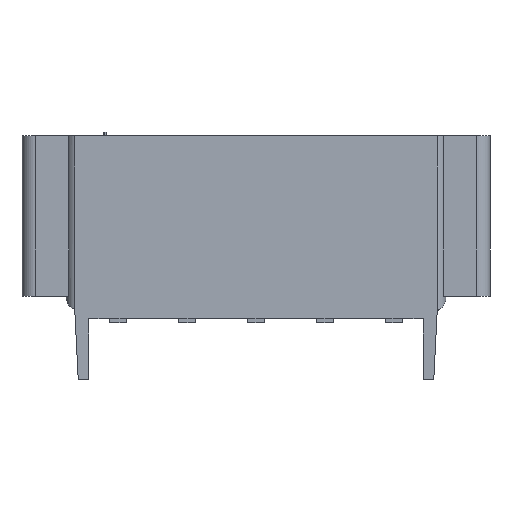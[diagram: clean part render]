
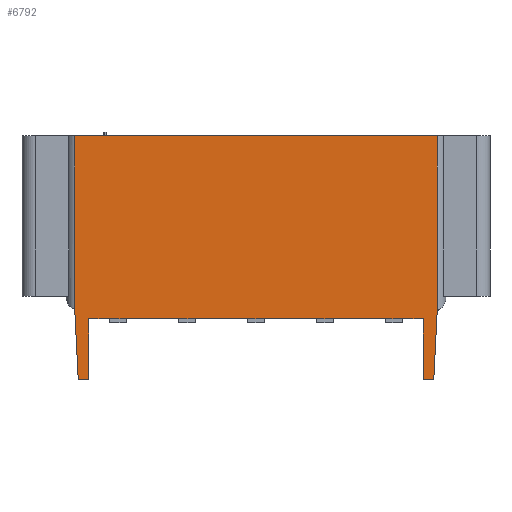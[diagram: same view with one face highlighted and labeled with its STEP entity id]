
A CAD part, front view. The second image highlights one B-rep face of the part: STEP entity #6792.
In plain terms, the highlighted planar face has unit normal (0, -1, 0).
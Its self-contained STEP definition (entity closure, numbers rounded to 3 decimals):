
#92=DIRECTION('',(1.,0.,0.));
#93=VECTOR('',#92,13.335);
#94=CARTESIAN_POINT('',(-6.668,-2.388,0.));
#95=LINE('',#94,#93);
#367=DIRECTION('',(0.,0.,1.));
#368=VECTOR('',#367,2.235);
#369=CARTESIAN_POINT('',(-6.16,-2.388,-8.966));
#370=LINE('',#369,#368);
#384=DIRECTION('',(1.,0.,0.));
#385=VECTOR('',#384,1.918);
#386=CARTESIAN_POINT('',(2.851,-2.388,-6.731));
#387=LINE('',#386,#385);
#388=DIRECTION('',(1.,0.,0.));
#389=VECTOR('',#388,0.623);
#390=CARTESIAN_POINT('',(2.229,-2.388,-6.731));
#391=LINE('',#390,#389);
#392=DIRECTION('',(1.,0.,0.));
#393=VECTOR('',#392,1.918);
#394=CARTESIAN_POINT('',(0.311,-2.388,-6.731));
#395=LINE('',#394,#393);
#396=DIRECTION('',(1.,0.,0.));
#397=VECTOR('',#396,0.623);
#398=CARTESIAN_POINT('',(-0.311,-2.388,-6.731));
#399=LINE('',#398,#397);
#400=DIRECTION('',(1.,0.,0.));
#401=VECTOR('',#400,1.918);
#402=CARTESIAN_POINT('',(-2.229,-2.388,-6.731));
#403=LINE('',#402,#401);
#404=DIRECTION('',(1.,0.,0.));
#405=VECTOR('',#404,0.623);
#406=CARTESIAN_POINT('',(-2.851,-2.388,-6.731));
#407=LINE('',#406,#405);
#408=DIRECTION('',(1.,0.,0.));
#409=VECTOR('',#408,1.918);
#410=CARTESIAN_POINT('',(-4.769,-2.388,-6.731));
#411=LINE('',#410,#409);
#412=DIRECTION('',(1.,0.,0.));
#413=VECTOR('',#412,0.623);
#414=CARTESIAN_POINT('',(-5.391,-2.388,-6.731));
#415=LINE('',#414,#413);
#416=DIRECTION('',(1.,0.,0.));
#417=VECTOR('',#416,0.768);
#418=CARTESIAN_POINT('',(-6.16,-2.388,-6.731));
#419=LINE('',#418,#417);
#420=DIRECTION('',(-0.05,0.,0.999));
#421=VECTOR('',#420,2.543);
#422=CARTESIAN_POINT('',(-6.541,-2.388,-8.966));
#423=LINE('',#422,#421);
#424=DIRECTION('',(0.,0.,1.));
#425=VECTOR('',#424,6.426);
#426=CARTESIAN_POINT('',(-6.668,-2.388,-6.426));
#427=LINE('',#426,#425);
#428=DIRECTION('',(0.,0.,-1.));
#429=VECTOR('',#428,6.426);
#430=CARTESIAN_POINT('',(6.668,-2.388,0.));
#431=LINE('',#430,#429);
#432=DIRECTION('',(-0.05,0.,-0.999));
#433=VECTOR('',#432,2.543);
#434=CARTESIAN_POINT('',(6.668,-2.388,-6.426));
#435=LINE('',#434,#433);
#436=DIRECTION('',(1.,0.,0.));
#437=VECTOR('',#436,0.768);
#438=CARTESIAN_POINT('',(5.391,-2.388,-6.731));
#439=LINE('',#438,#437);
#440=DIRECTION('',(1.,0.,0.));
#441=VECTOR('',#440,0.623);
#442=CARTESIAN_POINT('',(4.769,-2.388,-6.731));
#443=LINE('',#442,#441);
#562=DIRECTION('',(0.,0.,-1.));
#563=VECTOR('',#562,2.235);
#564=CARTESIAN_POINT('',(6.16,-2.388,-6.731));
#565=LINE('',#564,#563);
#651=DIRECTION('',(1.,0.,0.));
#652=VECTOR('',#651,0.381);
#653=CARTESIAN_POINT('',(-6.541,-2.388,-8.966));
#654=LINE('',#653,#652);
#722=DIRECTION('',(1.,0.,0.));
#723=VECTOR('',#722,0.381);
#724=CARTESIAN_POINT('',(6.16,-2.388,-8.966));
#725=LINE('',#724,#723);
#5471=CARTESIAN_POINT('',(6.16,-2.388,-8.966));
#5473=VERTEX_POINT('',#5471);
#5476=CARTESIAN_POINT('',(-6.668,-2.388,0.));
#5477=VERTEX_POINT('',#5476);
#5478=CARTESIAN_POINT('',(6.668,-2.388,0.));
#5479=VERTEX_POINT('',#5478);
#5480=CARTESIAN_POINT('',(-6.16,-2.388,-8.966));
#5482=VERTEX_POINT('',#5480);
#5518=CARTESIAN_POINT('',(6.541,-2.388,-8.966));
#5520=VERTEX_POINT('',#5518);
#5523=CARTESIAN_POINT('',(6.668,-2.388,-6.426));
#5524=VERTEX_POINT('',#5523);
#5525=CARTESIAN_POINT('',(-6.541,-2.388,-8.966));
#5526=CARTESIAN_POINT('',(-6.668,-2.388,-6.426));
#5527=VERTEX_POINT('',#5525);
#5528=VERTEX_POINT('',#5526);
#6275=CARTESIAN_POINT('',(-5.391,-2.388,-6.731));
#6276=VERTEX_POINT('',#6275);
#6279=CARTESIAN_POINT('',(-4.769,-2.388,-6.731));
#6280=VERTEX_POINT('',#6279);
#6295=CARTESIAN_POINT('',(-2.851,-2.388,-6.731));
#6296=VERTEX_POINT('',#6295);
#6299=CARTESIAN_POINT('',(-2.229,-2.388,-6.731));
#6300=VERTEX_POINT('',#6299);
#6315=CARTESIAN_POINT('',(-0.311,-2.388,-6.731));
#6316=VERTEX_POINT('',#6315);
#6319=CARTESIAN_POINT('',(0.311,-2.388,-6.731));
#6320=VERTEX_POINT('',#6319);
#6335=CARTESIAN_POINT('',(2.229,-2.388,-6.731));
#6336=VERTEX_POINT('',#6335);
#6339=CARTESIAN_POINT('',(2.851,-2.388,-6.731));
#6340=VERTEX_POINT('',#6339);
#6355=CARTESIAN_POINT('',(4.769,-2.388,-6.731));
#6356=VERTEX_POINT('',#6355);
#6359=CARTESIAN_POINT('',(5.391,-2.388,-6.731));
#6360=VERTEX_POINT('',#6359);
#6375=CARTESIAN_POINT('',(-6.16,-2.388,-6.731));
#6376=VERTEX_POINT('',#6375);
#6377=CARTESIAN_POINT('',(6.16,-2.388,-6.731));
#6378=VERTEX_POINT('',#6377);
#6747=CARTESIAN_POINT('',(-6.668,-2.388,0.));
#6748=DIRECTION('',(0.,-1.,0.));
#6749=DIRECTION('',(1.,0.,0.));
#6750=AXIS2_PLACEMENT_3D('',#6747,#6748,#6749);
#6751=PLANE('',#6750);
#6753=ORIENTED_EDGE('',*,*,#6752,.F.);
#6755=ORIENTED_EDGE('',*,*,#6754,.F.);
#6757=ORIENTED_EDGE('',*,*,#6756,.F.);
#6759=ORIENTED_EDGE('',*,*,#6758,.F.);
#6761=ORIENTED_EDGE('',*,*,#6760,.F.);
#6763=ORIENTED_EDGE('',*,*,#6762,.F.);
#6765=ORIENTED_EDGE('',*,*,#6764,.F.);
#6767=ORIENTED_EDGE('',*,*,#6766,.F.);
#6769=ORIENTED_EDGE('',*,*,#6768,.F.);
#6770=ORIENTED_EDGE('',*,*,#6731,.F.);
#6772=ORIENTED_EDGE('',*,*,#6771,.F.);
#6774=ORIENTED_EDGE('',*,*,#6773,.T.);
#6776=ORIENTED_EDGE('',*,*,#6775,.T.);
#6777=ORIENTED_EDGE('',*,*,#6538,.T.);
#6779=ORIENTED_EDGE('',*,*,#6778,.T.);
#6781=ORIENTED_EDGE('',*,*,#6780,.T.);
#6783=ORIENTED_EDGE('',*,*,#6782,.F.);
#6785=ORIENTED_EDGE('',*,*,#6784,.F.);
#6787=ORIENTED_EDGE('',*,*,#6786,.F.);
#6789=ORIENTED_EDGE('',*,*,#6788,.F.);
#6790=EDGE_LOOP('',(#6753,#6755,#6757,#6759,#6761,#6763,#6765,#6767,#6769,#6770,
#6772,#6774,#6776,#6777,#6779,#6781,#6783,#6785,#6787,#6789));
#6791=FACE_OUTER_BOUND('',#6790,.F.);
#6538=EDGE_CURVE('',#5477,#5479,#95,.T.);
#6731=EDGE_CURVE('',#5482,#6376,#370,.T.);
#6752=EDGE_CURVE('',#6340,#6356,#387,.T.);
#6754=EDGE_CURVE('',#6336,#6340,#391,.T.);
#6756=EDGE_CURVE('',#6320,#6336,#395,.T.);
#6758=EDGE_CURVE('',#6316,#6320,#399,.T.);
#6760=EDGE_CURVE('',#6300,#6316,#403,.T.);
#6762=EDGE_CURVE('',#6296,#6300,#407,.T.);
#6764=EDGE_CURVE('',#6280,#6296,#411,.T.);
#6766=EDGE_CURVE('',#6276,#6280,#415,.T.);
#6768=EDGE_CURVE('',#6376,#6276,#419,.T.);
#6771=EDGE_CURVE('',#5527,#5482,#654,.T.);
#6773=EDGE_CURVE('',#5527,#5528,#423,.T.);
#6775=EDGE_CURVE('',#5528,#5477,#427,.T.);
#6778=EDGE_CURVE('',#5479,#5524,#431,.T.);
#6780=EDGE_CURVE('',#5524,#5520,#435,.T.);
#6782=EDGE_CURVE('',#5473,#5520,#725,.T.);
#6784=EDGE_CURVE('',#6378,#5473,#565,.T.);
#6786=EDGE_CURVE('',#6360,#6378,#439,.T.);
#6788=EDGE_CURVE('',#6356,#6360,#443,.T.);
#6792=ADVANCED_FACE('',(#6791),#6751,.T.);
